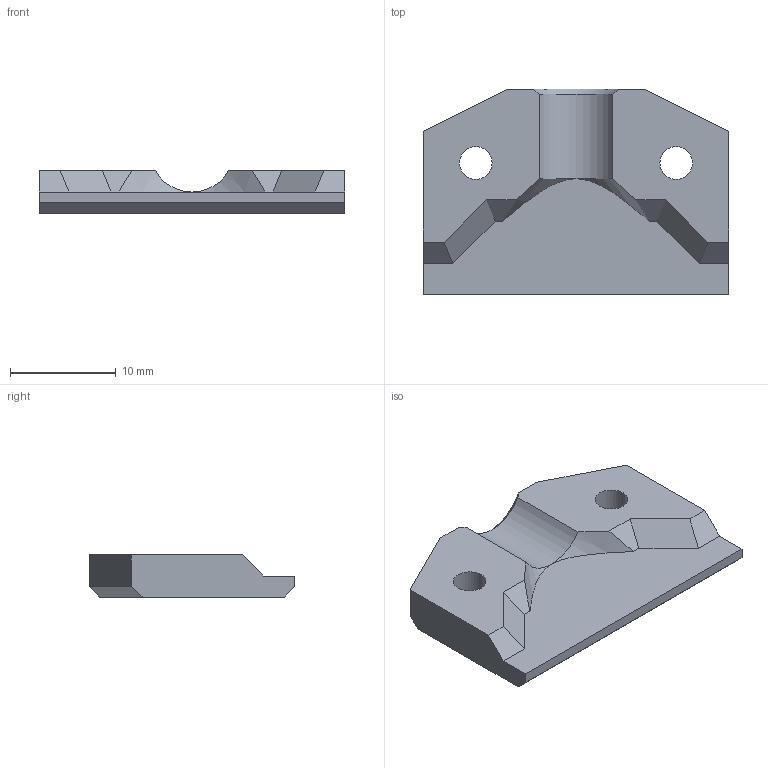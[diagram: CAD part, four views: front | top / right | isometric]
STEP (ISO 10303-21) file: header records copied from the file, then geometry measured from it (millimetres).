
FILE_DESCRIPTION(/* description */ (''),/* implementation_level */ '2;1');
FILE_NAME(/* name */ 'heated_bed_able_lower_cover.step',/* time_stamp */ '2020-09-13T15:22:27+07:00',/* author */ (''),/* organization */ (''),/* preprocessor_version */ 'ST-DEVELOPER v18.1',/* originating_system */ 'Autodesk Translation Framework v9.3.0.1241',/* authorisation */ '');
FILE_SCHEMA (('AUTOMOTIVE_DESIGN { 1 0 10303 214 3 1 1 }'));
Length unit declared in the file: millimetre
Products named in the file (1): Heated Bed Lower Plug
Bounding box: 29 x 19.5 x 4 mm (x, y, z)
Volume: 1461.9 mm3; surface area: 1383.6 mm2
Topology: 1 solids, 1 shells, 28 faces, 73 edges, 47 vertices
Faces by surface type: plane 20, cone 5, cylinder 3
Full cylindrical faces by diameter (mm): 3.1 x2
Entity records: 889 total; most frequent: CARTESIAN_POINT 165, ORIENTED_EDGE 146, DIRECTION 133, EDGE_CURVE 73, LINE 55, VECTOR 55, VERTEX_POINT 47, AXIS2_PLACEMENT_3D 39
